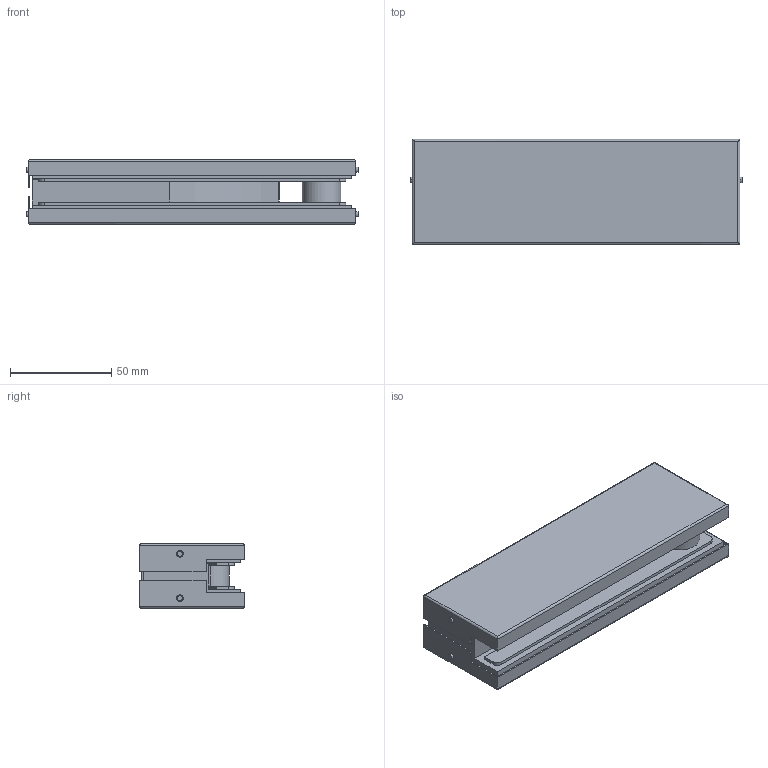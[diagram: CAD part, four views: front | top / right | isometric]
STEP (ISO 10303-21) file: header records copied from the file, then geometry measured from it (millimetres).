
FILE_DESCRIPTION (( 'STEP AP203' ), '1' );
FILE_NAME ('GS-304_ZP-801_S.STEP', '2019-03-27T06:36:30', ( '' ), ( '' ), 'SwSTEP 2.0', 'SolidWorks 2018', '' );
FILE_SCHEMA (( 'CONFIG_CONTROL_DESIGN' ));
Length unit declared in the file: millimetre
Products named in the file (6): GS-304_ZP-801_S.P4; GS-304_ZP-801_S.P1; GS-304_ZP-801_S; GS-304_ZP-801_S.P5; GS-304_ZP-801_S.P3; GS-304_ZP-801_S.P2
Assembly tree (6 placements, depth 2):
  GS-304_ZP-801_S
    GS-304_ZP-801_S.P1
    GS-304_ZP-801_S.P2
    GS-304_ZP-801_S.P3
    GS-304_ZP-801_S.P4  x2
    GS-304_ZP-801_S.P5
Bounding box: 164.2 x 52 x 32 mm (x, y, z)
Volume: 172873.3 mm3; surface area: 103253.4 mm2
Topology: 9 solids, 9 shells, 266 faces, 635 edges, 390 vertices
Faces by surface type: cylinder 124, plane 113, sphere 10, torus 9, cone 6, bspline 4
Entity records: 7842 total; most frequent: CARTESIAN_POINT 1402, DIRECTION 1274, ORIENTED_EDGE 1162, EDGE_CURVE 581, AXIS2_PLACEMENT_3D 466, VERTEX_POINT 362, VECTOR 342, LINE 342
